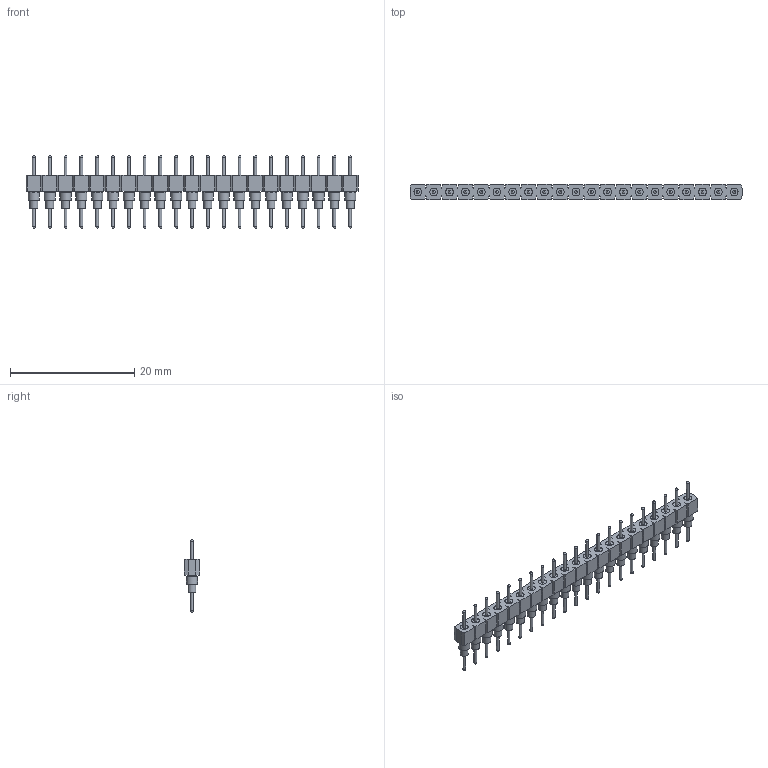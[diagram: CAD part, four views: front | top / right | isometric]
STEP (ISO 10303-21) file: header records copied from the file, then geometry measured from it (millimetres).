
FILE_DESCRIPTION(('FreeCAD Model'),'2;1');
FILE_NAME('Open CASCADE Shape Model','2025-01-12T11:54:03',(''),(''), 'Open CASCADE STEP processor 7.8','FreeCAD','Unknown');
FILE_SCHEMA(('AUTOMOTIVE_DESIGN { 1 0 10303 214 1 1 1 1 }'));
Length unit declared in the file: millimetre
Products named in the file (22): BBS-121-G-A_pins020; BBS-121-G-A_socket; BBS-121-G-A_pins; BBS-121-G-A_pins001; BBS-121-G-A_pins002; BBS-121-G-A_pins003; BBS-121-G-A_pins004; BBS-121-G-A_pins005; BBS-121-G-A_pins006; BBS-121-G-A_pins007; BBS-121-G-A_pins008; BBS-121-G-A_pins009; BBS-121-G-A_pins010; BBS-121-G-A_pins011; BBS-121-G-A_pins012; BBS-121-G-A_pins013; BBS-121-G-A_pins014; BBS-121-G-A_pins015; BBS-121-G-A_pins016; BBS-121-G-A_pins017; BBS-121-G-A_pins018; BBS-121-G-A_pins019
Bounding box: 53.34 x 2.44 x 11.68 mm (x, y, z)
Volume: 445.2 mm3; surface area: 1565.8 mm2
Topology: 22 solids, 22 shells, 382 faces, 909 edges, 613 vertices
Faces by surface type: plane 214, cylinder 126, sphere 42
Full cylindrical faces by diameter (mm): 0.457 x42, 1.27 x63, 1.778 x21
Entity records: 11410 total; most frequent: CARTESIAN_POINT 2199, DIRECTION 1780, ORIENTED_EDGE 1734, EDGE_CURVE 867, AXIS2_PLACEMENT_3D 698, VERTEX_POINT 613, FACE_BOUND 508, EDGE_LOOP 508
